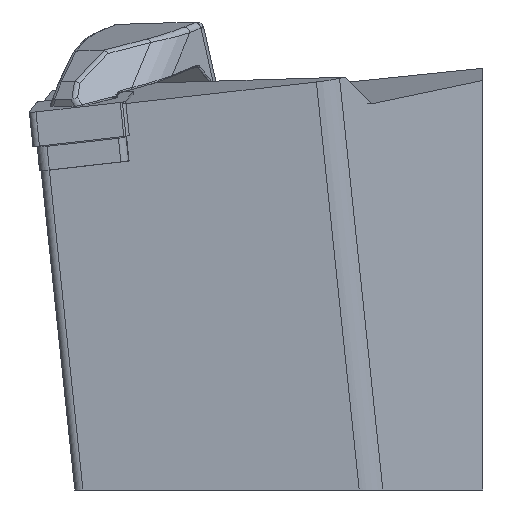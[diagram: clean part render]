
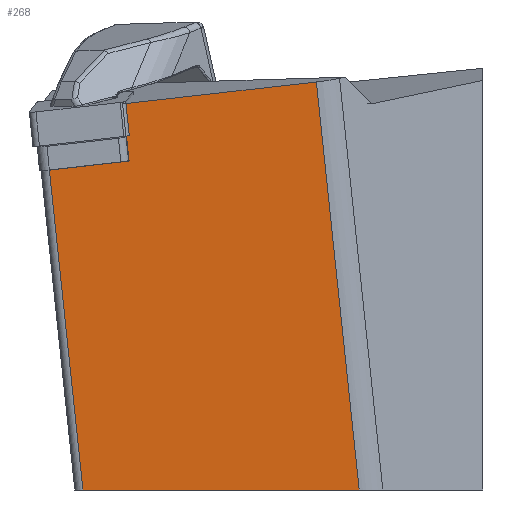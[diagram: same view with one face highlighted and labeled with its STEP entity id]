
A CAD part, left-side view. The second image highlights one B-rep face of the part: STEP entity #268.
In plain terms, the highlighted planar face has unit normal (-0.992, -0.087, -0.096).
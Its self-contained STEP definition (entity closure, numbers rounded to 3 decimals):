
#268=ADVANCED_FACE('',(#443),#391,.F.);
#391=PLANE('',#2223);
#443=FACE_OUTER_BOUND('',#562,.T.);
#562=EDGE_LOOP('',(#1083,#1084,#1085,#1086,#1087,#1088,#1089));
#684=LINE('',#3060,#856);
#701=LINE('',#3111,#873);
#720=LINE('',#3155,#892);
#721=LINE('',#3157,#893);
#722=LINE('',#3158,#894);
#723=LINE('',#3160,#895);
#724=LINE('',#3161,#896);
#856=VECTOR('',#2434,1.);
#873=VECTOR('',#2471,1.);
#892=VECTOR('',#2504,1.);
#893=VECTOR('',#2507,1.);
#894=VECTOR('',#2508,1.);
#895=VECTOR('',#2509,1.);
#896=VECTOR('',#2510,1.);
#1083=ORIENTED_EDGE('',*,*,#1829,.F.);
#1084=ORIENTED_EDGE('',*,*,#1877,.F.);
#1085=ORIENTED_EDGE('',*,*,#1876,.T.);
#1086=ORIENTED_EDGE('',*,*,#1878,.F.);
#1087=ORIENTED_EDGE('',*,*,#1879,.T.);
#1088=ORIENTED_EDGE('',*,*,#1853,.F.);
#1089=ORIENTED_EDGE('',*,*,#1880,.T.);
#1638=VERTEX_POINT('',#3058);
#1640=VERTEX_POINT('',#3061);
#1663=VERTEX_POINT('',#3110);
#1664=VERTEX_POINT('',#3112);
#1680=VERTEX_POINT('',#3152);
#1681=VERTEX_POINT('',#3154);
#1682=VERTEX_POINT('',#3159);
#1829=EDGE_CURVE('',#1638,#1640,#684,.T.);
#1853=EDGE_CURVE('',#1663,#1664,#701,.T.);
#1876=EDGE_CURVE('',#1680,#1681,#720,.T.);
#1877=EDGE_CURVE('',#1680,#1638,#721,.T.);
#1878=EDGE_CURVE('',#1682,#1681,#722,.T.);
#1879=EDGE_CURVE('',#1682,#1664,#723,.T.);
#1880=EDGE_CURVE('',#1663,#1640,#724,.T.);
#2223=AXIS2_PLACEMENT_3D('',#3162,#2511,#2512);
#2434=DIRECTION('',(0.076,-0.991,0.112));
#2471=DIRECTION('',(0.076,-0.991,0.112));
#2504=DIRECTION('',(0.105,-0.104,-0.989));
#2507=DIRECTION('',(0.076,-0.991,0.112));
#2508=DIRECTION('',(-0.087,0.996,0.));
#2509=DIRECTION('',(-0.105,0.104,0.989));
#2510=DIRECTION('',(0.105,-0.104,-0.989));
#2511=DIRECTION('',(0.992,0.087,0.096));
#2512=DIRECTION('',(0.096,0.,-0.995));
#3058=CARTESIAN_POINT('',(2.326,47.248,-6.491));
#3060=CARTESIAN_POINT('',(1.551,57.362,-7.636));
#3061=CARTESIAN_POINT('',(2.355,46.873,-6.449));
#3110=CARTESIAN_POINT('',(1.556,47.667,1.108));
#3111=CARTESIAN_POINT('',(0.753,58.156,-0.08));
#3112=CARTESIAN_POINT('',(3.521,22.018,4.011));
#3152=CARTESIAN_POINT('',(1.551,57.362,-7.636));
#3154=CARTESIAN_POINT('',(6.029,52.91,-50.));
#3155=CARTESIAN_POINT('',(8.457,50.495,-72.974));
#3157=CARTESIAN_POINT('',(1.551,57.362,-7.636));
#3158=CARTESIAN_POINT('',(6.257,50.302,-50.));
#3159=CARTESIAN_POINT('',(9.229,16.341,-50.));
#3160=CARTESIAN_POINT('',(11.224,14.356,-68.883));
#3161=CARTESIAN_POINT('',(1.31,47.912,3.442));
#3162=CARTESIAN_POINT('',(8.457,50.495,-72.974));
